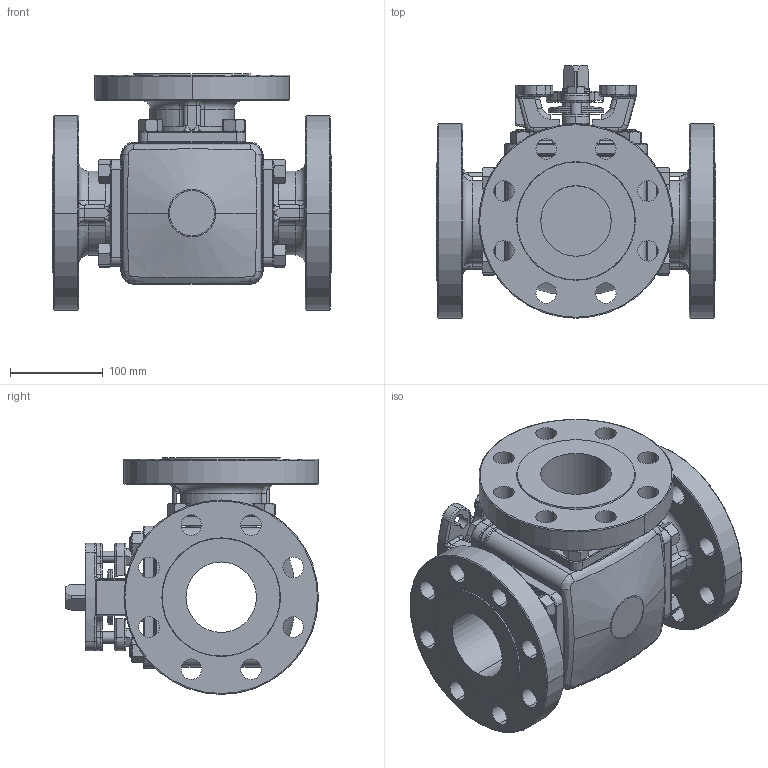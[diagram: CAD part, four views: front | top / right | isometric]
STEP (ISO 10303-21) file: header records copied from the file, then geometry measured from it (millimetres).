
FILE_DESCRIPTION (( 'STEP AP214' ), '1' );
FILE_NAME ('31-F3-0300-XXX BARE STEM.step', '2019-08-21T18:11:13', ( '' ), ( '' ), 'SwSTEP 2.0', 'SolidWorks 2019', '' );
FILE_SCHEMA (( 'AUTOMOTIVE_DESIGN' ));
Length unit declared in the file: inch
Products named in the file (2): 31-F3-0300-XXX BARE STEM
Bounding box: 300.99 x 272.5 x 255.29 mm (x, y, z)
Surface area: 563777.5 mm2 (no closed solid volume)
Topology: 0 solids, 35 shells, 906 faces, 2581 edges, 1663 vertices
Faces by surface type: cylinder 333, plane 224, bspline 200, cone 101, torus 48
Entity records: 52020 total; most frequent: CARTESIAN_POINT 18161, DIRECTION 4540, ORIENTED_EDGE 4397, EDGE_CURVE 2577, AXIS2_PLACEMENT_3D 1898, VERTEX_POINT 1663, CIRCLE 1190, EDGE_LOOP 1038
